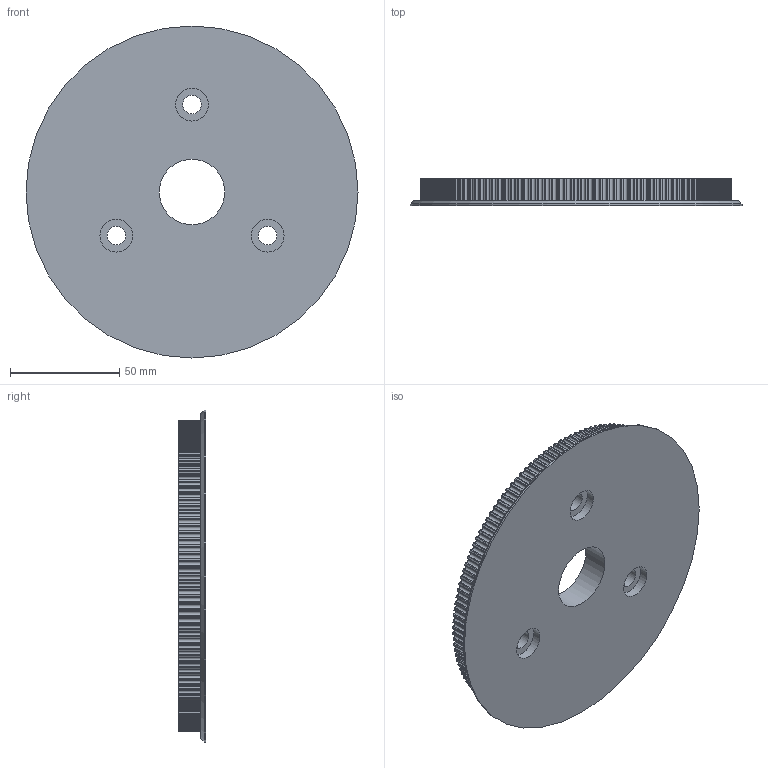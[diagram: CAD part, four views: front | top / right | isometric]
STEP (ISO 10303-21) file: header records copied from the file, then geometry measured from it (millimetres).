
FILE_DESCRIPTION(/* description */ ('STEP AP214'),/* implementation_level */ '2;1');
FILE_NAME(/* name */ '6570e86648fc2760bbd3b011',/* time_stamp */ '2023-12-06T21:32:23Z',/* author */ (''),/* organization */ (''),/* preprocessor_version */ 'ST-DEVELOPER v19.4',/* originating_system */ ' ',/* authorisation */ ' ');
FILE_SCHEMA (('AUTOMOTIVE_DESIGN {1 0 10303 214 3 1 1}'));
Length unit declared in the file: metre
Products named in the file (1): Part 1
Bounding box: 152 x 12.4 x 152 mm (x, y, z)
Volume: 186277.1 mm3; surface area: 44152.9 mm2
Topology: 1 solids, 1 shells, 825 faces, 2456 edges, 1637 vertices
Faces by surface type: cylinder 548, plane 276, cone 1
Full cylindrical faces by diameter (mm): 8.5 x3, 15 x3, 30 x1, 152 x1
Entity records: 28180 total; most frequent: DIRECTION 5196, CARTESIAN_POINT 4910, ORIENTED_EDGE 4894, EDGE_CURVE 2447, AXIS2_PLACEMENT_3D 1923, VERTEX_POINT 1637, LINE 1350, VECTOR 1350
